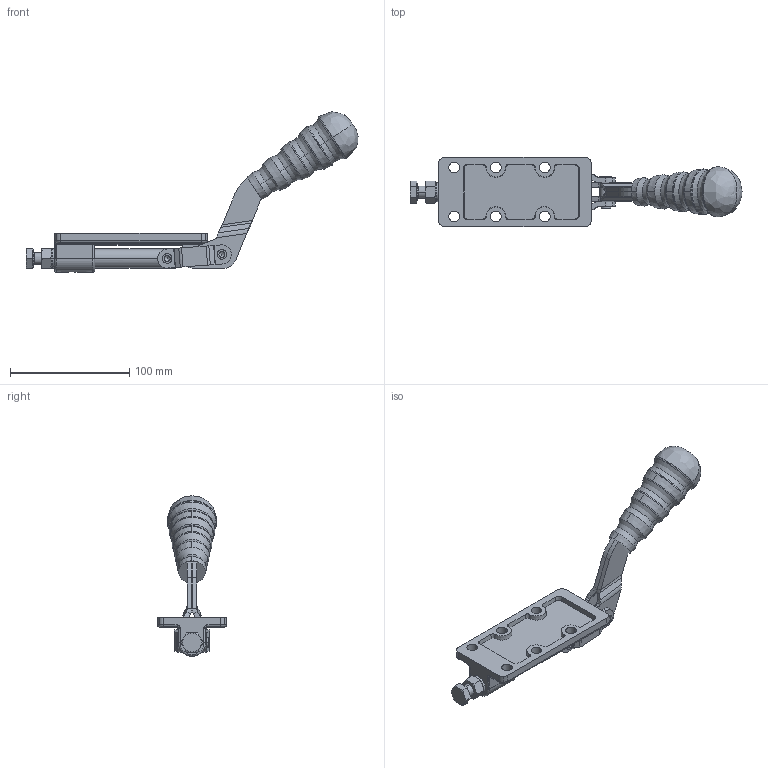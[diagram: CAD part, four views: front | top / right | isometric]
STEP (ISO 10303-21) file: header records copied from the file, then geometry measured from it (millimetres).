
FILE_DESCRIPTION((''),'2;1');
FILE_NAME('315-opened.stp','2005-09-28T08:31:29',('Kysilko'),(''),'Autodesk Inventor 8','Autodesk Inventor 8','');
FILE_SCHEMA(('AUTOMOTIVE_DESIGN { 1 0 10303 214 1 1 1 1 }'));
Length unit declared in the file: millimetre
Products named in the file (1): Part6
Bounding box: 278.39 x 58 x 134.57 mm (x, y, z)
Volume: 181987.6 mm3; surface area: 56175.4 mm2
Topology: 1 solids, 4 shells, 718 faces, 2052 edges, 1264 vertices
Faces by surface type: plane 312, cylinder 135, cone 134, bspline 109, torus 28
Entity records: 26874 total; most frequent: CARTESIAN_POINT 8461, ORIENTED_EDGE 4076, DIRECTION 3852, EDGE_CURVE 2038, AXIS2_PLACEMENT_3D 1436, VERTEX_POINT 1264, VECTOR 980, LINE 980
